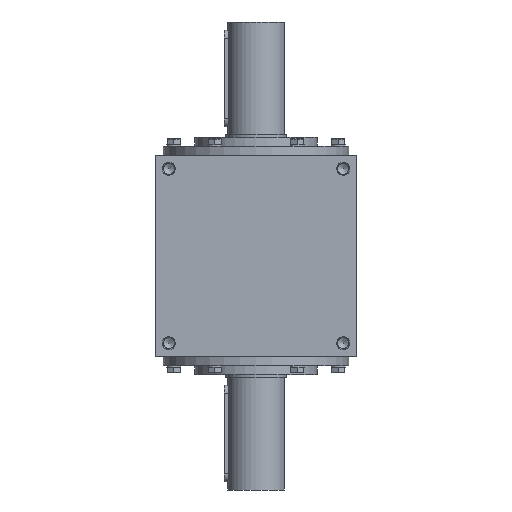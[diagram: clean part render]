
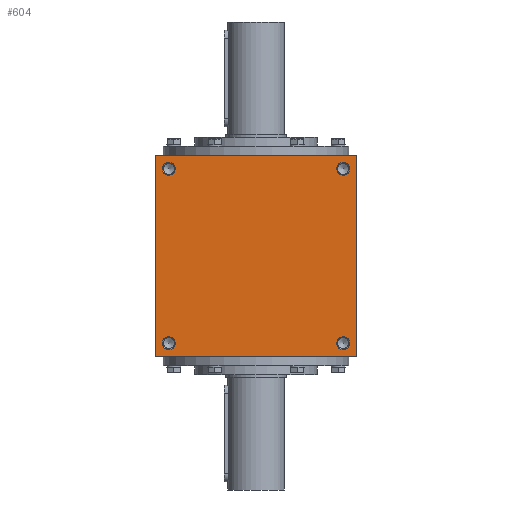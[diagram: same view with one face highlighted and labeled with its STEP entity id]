
A CAD part, left-side view. The second image highlights one B-rep face of the part: STEP entity #604.
In plain terms, the highlighted face is planar.
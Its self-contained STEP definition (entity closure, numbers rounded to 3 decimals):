
#604 = ADVANCED_FACE( '', ( #1200, #1201, #1202, #1203, #1204 ), #1205, .F. );
#1200 = FACE_BOUND( '', #1878, .T. );
#1201 = FACE_BOUND( '', #1879, .T. );
#1202 = FACE_BOUND( '', #1880, .T. );
#1203 = FACE_BOUND( '', #1881, .T. );
#1204 = FACE_OUTER_BOUND( '', #1882, .T. );
#1205 = PLANE( '', #1883 );
#1878 = EDGE_LOOP( '', ( #2861 ) );
#1879 = EDGE_LOOP( '', ( #2862 ) );
#1880 = EDGE_LOOP( '', ( #2863 ) );
#1881 = EDGE_LOOP( '', ( #2864 ) );
#1882 = EDGE_LOOP( '', ( #2865, #2866, #2867, #2868 ) );
#1883 = AXIS2_PLACEMENT_3D( '', #2869, #2870, #2871 );
#2861 = ORIENTED_EDGE( '', *, *, #3826, .F. );
#2862 = ORIENTED_EDGE( '', *, *, #3807, .T. );
#2863 = ORIENTED_EDGE( '', *, *, #3827, .F. );
#2864 = ORIENTED_EDGE( '', *, *, #3828, .T. );
#2865 = ORIENTED_EDGE( '', *, *, #3829, .F. );
#2866 = ORIENTED_EDGE( '', *, *, #3620, .F. );
#2867 = ORIENTED_EDGE( '', *, *, #3830, .F. );
#2868 = ORIENTED_EDGE( '', *, *, #3532, .F. );
#2869 = CARTESIAN_POINT( '', ( 0., 0., -125. ) );
#2870 = DIRECTION( '', ( 0., 0., 1. ) );
#2871 = DIRECTION( '', ( 1., 0., 0. ) );
#3532 = EDGE_CURVE( '', #4034, #4035, #4036, .T. );
#3620 = EDGE_CURVE( '', #4182, #4183, #4184, .T. );
#3807 = EDGE_CURVE( '', #4459, #4459, #4460, .T. );
#3826 = EDGE_CURVE( '', #4485, #4485, #4486, .T. );
#3827 = EDGE_CURVE( '', #4487, #4487, #4488, .T. );
#3828 = EDGE_CURVE( '', #4489, #4489, #4490, .T. );
#3829 = EDGE_CURVE( '', #4183, #4034, #4491, .T. );
#3830 = EDGE_CURVE( '', #4035, #4182, #4492, .T. );
#4034 = VERTEX_POINT( '', #4716 );
#4035 = VERTEX_POINT( '', #4717 );
#4036 = LINE( '', #4718, #4719 );
#4182 = VERTEX_POINT( '', #4890 );
#4183 = VERTEX_POINT( '', #4891 );
#4184 = LINE( '', #4892, #4893 );
#4459 = VERTEX_POINT( '', #5267 );
#4460 = CIRCLE( '', #5268, 8. );
#4485 = VERTEX_POINT( '', #5307 );
#4486 = CIRCLE( '', #5308, 8. );
#4487 = VERTEX_POINT( '', #5309 );
#4488 = CIRCLE( '', #5310, 8. );
#4489 = VERTEX_POINT( '', #5311 );
#4490 = CIRCLE( '', #5312, 8. );
#4491 = LINE( '', #5313, #5314 );
#4492 = LINE( '', #5315, #5316 );
#4716 = CARTESIAN_POINT( '', ( -125., -125., -125. ) );
#4717 = CARTESIAN_POINT( '', ( 125., -125., -125. ) );
#4718 = CARTESIAN_POINT( '', ( -125., -125., -125. ) );
#4719 = VECTOR( '', #5702, 1000. );
#4890 = CARTESIAN_POINT( '', ( 125., 125., -125. ) );
#4891 = CARTESIAN_POINT( '', ( -125., 125., -125. ) );
#4892 = CARTESIAN_POINT( '', ( 125., 125., -125. ) );
#4893 = VECTOR( '', #5863, 1000. );
#5267 = CARTESIAN_POINT( '', ( 116., 108., -125. ) );
#5268 = AXIS2_PLACEMENT_3D( '', #6183, #6184, #6185 );
#5307 = CARTESIAN_POINT( '', ( -116., 108., -125. ) );
#5308 = AXIS2_PLACEMENT_3D( '', #6206, #6207, #6208 );
#5309 = CARTESIAN_POINT( '', ( -116., -108., -125. ) );
#5310 = AXIS2_PLACEMENT_3D( '', #6209, #6210, #6211 );
#5311 = CARTESIAN_POINT( '', ( 116., -108., -125. ) );
#5312 = AXIS2_PLACEMENT_3D( '', #6212, #6213, #6214 );
#5313 = CARTESIAN_POINT( '', ( -125., 125., -125. ) );
#5314 = VECTOR( '', #6215, 1000. );
#5315 = CARTESIAN_POINT( '', ( 125., -125., -125. ) );
#5316 = VECTOR( '', #6216, 1000. );
#5702 = DIRECTION( '', ( 1., 0., 0. ) );
#5863 = DIRECTION( '', ( -1., 0., 0. ) );
#6183 = CARTESIAN_POINT( '', ( 108., 108., -125. ) );
#6184 = DIRECTION( '', ( 0., 0., 1. ) );
#6185 = DIRECTION( '', ( 1., 0., 0. ) );
#6206 = CARTESIAN_POINT( '', ( -108., 108., -125. ) );
#6207 = DIRECTION( '', ( 0., 0., -1. ) );
#6208 = DIRECTION( '', ( -1., 0., 0. ) );
#6209 = CARTESIAN_POINT( '', ( -108., -108., -125. ) );
#6210 = DIRECTION( '', ( 0., 0., -1. ) );
#6211 = DIRECTION( '', ( -1., 0., 0. ) );
#6212 = CARTESIAN_POINT( '', ( 108., -108., -125. ) );
#6213 = DIRECTION( '', ( 0., 0., 1. ) );
#6214 = DIRECTION( '', ( 1., 0., 0. ) );
#6215 = DIRECTION( '', ( 0., -1., 0. ) );
#6216 = DIRECTION( '', ( 0., 1., 0. ) );
